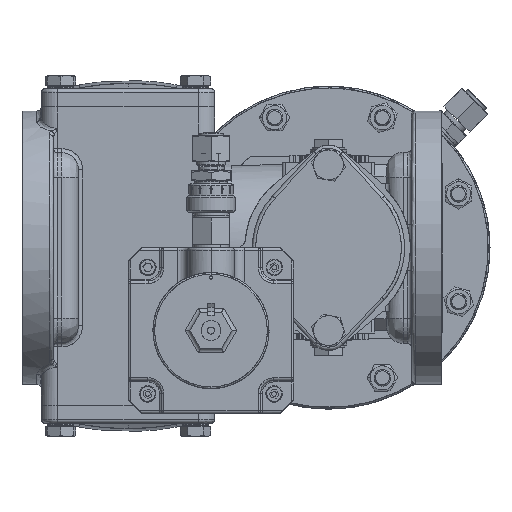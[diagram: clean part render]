
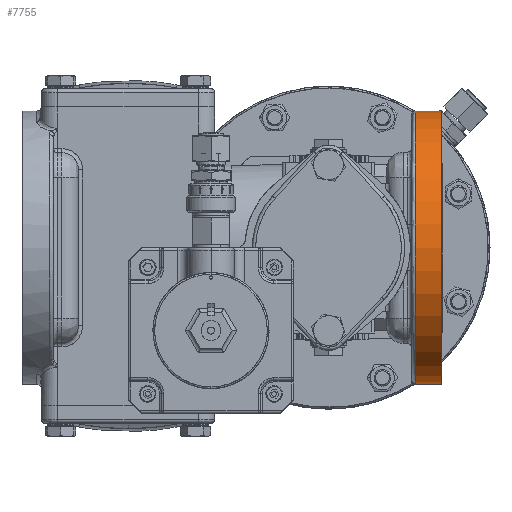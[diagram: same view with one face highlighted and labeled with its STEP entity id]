
A CAD part, front view. The second image highlights one B-rep face of the part: STEP entity #7755.
In plain terms, the highlighted cylindrical face has radius 82.5 mm (diameter 165 mm), a partial arc.
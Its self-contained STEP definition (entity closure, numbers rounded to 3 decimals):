
#1873 = AXIS2_PLACEMENT_3D ( 'NONE', #13191, #121497, #28759 ) ;
#2447 = VERTEX_POINT ( 'NONE', #140663 ) ;
#3897 = VECTOR ( 'NONE', #100356, 1000. ) ;
#7333 = CARTESIAN_POINT ( 'NONE',  ( 173.5, -10., 0. ) ) ;
#7755 = ADVANCED_FACE ( 'NONE', ( #82706 ), #196528, .T. ) ;
#13191 = CARTESIAN_POINT ( 'NONE',  ( 189.5, -10., 0. ) ) ;
#15371 = EDGE_CURVE ( 'NONE', #147724, #2447, #195187, .T. ) ;
#22901 = DIRECTION ( 'NONE',  ( 0., 0., -1. ) ) ;
#25167 = DIRECTION ( 'NONE',  ( 1., 0., 0. ) ) ;
#28759 = DIRECTION ( 'NONE',  ( 0., 0., -1. ) ) ;
#29166 = LINE ( 'NONE', #134103, #96970 ) ;
#29197 = ORIENTED_EDGE ( 'NONE', *, *, #55813, .T. ) ;
#41339 = DIRECTION ( 'NONE',  ( 1., 0., 0. ) ) ;
#41647 = AXIS2_PLACEMENT_3D ( 'NONE', #69242, #25167, #133528 ) ;
#45071 = LINE ( 'NONE', #53000, #3897 ) ;
#50880 = EDGE_LOOP ( 'NONE', ( #190656, #120957, #126016, #29197 ) ) ;
#53000 = CARTESIAN_POINT ( 'NONE',  ( 171., -10., 82.5 ) ) ;
#55813 = EDGE_CURVE ( 'NONE', #181871, #73925, #144103, .T. ) ;
#69242 = CARTESIAN_POINT ( 'NONE',  ( 171., -10., 0. ) ) ;
#73925 = VERTEX_POINT ( 'NONE', #106880 ) ;
#82706 = FACE_OUTER_BOUND ( 'NONE', #50880, .T. ) ;
#96970 = VECTOR ( 'NONE', #41339, 1000. ) ;
#97507 = CARTESIAN_POINT ( 'NONE',  ( 189.5, -10., -82.5 ) ) ;
#100356 = DIRECTION ( 'NONE',  ( -1., 0., 0. ) ) ;
#106880 = CARTESIAN_POINT ( 'NONE',  ( 173.5, -10., -82.5 ) ) ;
#115687 = DIRECTION ( 'NONE',  ( 1., 0., 0. ) ) ;
#120957 = ORIENTED_EDGE ( 'NONE', *, *, #15371, .T. ) ;
#121497 = DIRECTION ( 'NONE',  ( -1., 0., 0. ) ) ;
#126016 = ORIENTED_EDGE ( 'NONE', *, *, #154733, .T. ) ;
#133528 = DIRECTION ( 'NONE',  ( 0., 0., -1. ) ) ;
#134103 = CARTESIAN_POINT ( 'NONE',  ( 171., -10., -82.5 ) ) ;
#140663 = CARTESIAN_POINT ( 'NONE',  ( 189.5, -10., 82.5 ) ) ;
#144103 = CIRCLE ( 'NONE', #144503, 82.5 ) ;
#144503 = AXIS2_PLACEMENT_3D ( 'NONE', #7333, #115687, #22901 ) ;
#147724 = VERTEX_POINT ( 'NONE', #97507 ) ;
#154733 = EDGE_CURVE ( 'NONE', #2447, #181871, #45071, .T. ) ;
#166802 = CARTESIAN_POINT ( 'NONE',  ( 173.5, -10., 82.5 ) ) ;
#181871 = VERTEX_POINT ( 'NONE', #166802 ) ;
#190656 = ORIENTED_EDGE ( 'NONE', *, *, #199349, .T. ) ;
#195187 = CIRCLE ( 'NONE', #1873, 82.5 ) ;
#196528 = CYLINDRICAL_SURFACE ( 'NONE', #41647, 82.5 ) ;
#199349 = EDGE_CURVE ( 'NONE', #73925, #147724, #29166, .T. ) ;
